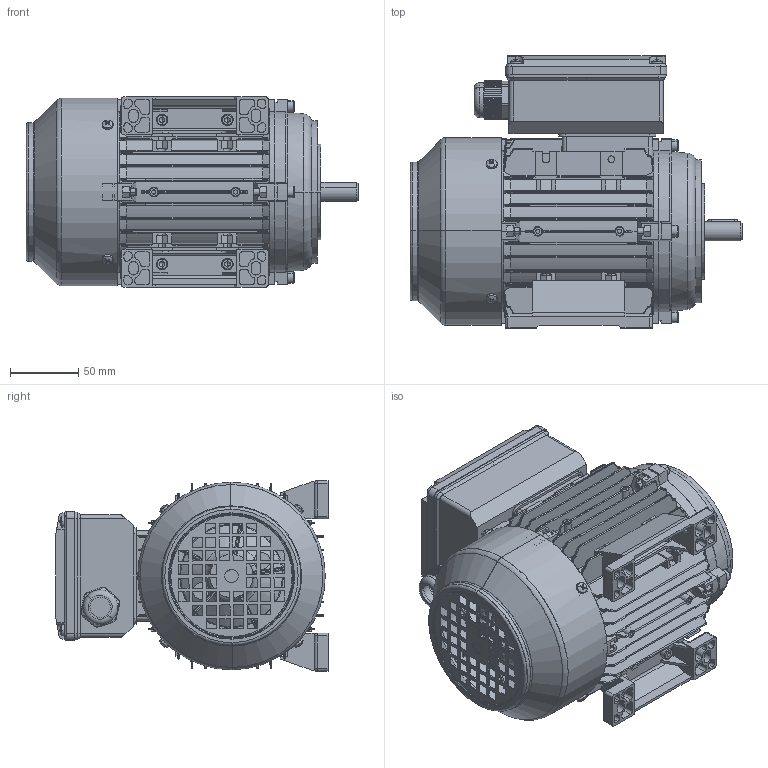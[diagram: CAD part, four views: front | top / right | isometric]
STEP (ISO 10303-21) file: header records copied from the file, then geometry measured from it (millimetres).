
FILE_DESCRIPTION (( 'STEP AP203' ), '1' );
FILE_NAME ('MY2 71 B34 臏源.STEP', '2024-09-04T02:33:16', ( '' ), ( '' ), 'SwSTEP 2.0', 'SolidWorks 2023', '' );
FILE_SCHEMA (( 'CONFIG_CONTROL_DESIGN' ));
Length unit declared in the file: millimetre
Products named in the file (18): MY2 71 B34 铝方; MS71 风叶; TAN71 后盖; T71转轴; TAN71 B14盖; hexagon nuts grade c gb_GB_FASTENER_NUT_SNC1 M5-N; hexagon socket head cap screws gb_GB_FASTENER_SCREWS_HSHCS M5X16-N; hexagon socket head cap screws gb_GB_FASTENER_SCREWS_HSHCS M5X25-N; cross recessed thread forming screws gb_GB_CROSS_SCREWS_TYPE138 M4X10-N; (MY2 63-71)MY63-71接线盒总成 (铝) 方; (MY2 63-71)MY63-71接线盒座(铝) 方; (MY2 63-71)MY63-71接线盒盖(铝) 方; TA71风罩; TAN71 机壳; plain parallel keys_GB_CONNECTING_PIECE_KEYS_CSK 5X22; cross recessed pan head screws gb_GB_CROSS_SCREWS_TYPE1 M4X12-12  H type-N; M20×1.5螺套; TAN71 底脚
Assembly tree (45 placements, depth 3):
  MY2 71 B34 铝方
    TAN71 机壳
    TAN71 后盖
    TAN71 底脚  x2
    T71转轴
    TA71风罩
    MS71 风叶
    hexagon nuts grade c gb_GB_FASTENER_NUT_SNC1 M5-N  x12
    hexagon socket head cap screws gb_GB_FASTENER_SCREWS_HSHCS M5X25-N  x8
    cross recessed thread forming screws gb_GB_CROSS_SCREWS_TYPE138 M4X10-N  x4
    hexagon socket head cap screws gb_GB_FASTENER_SCREWS_HSHCS M5X16-N  x4
    plain parallel keys_GB_CONNECTING_PIECE_KEYS_CSK 5X22
    TAN71 B14盖
    (MY2 63-71)MY63-71接线盒总成 (铝) 方
      (MY2 63-71)MY63-71接线盒座(铝) 方
      (MY2 63-71)MY63-71接线盒盖(铝) 方
      cross recessed pan head screws gb_GB_CROSS_SCREWS_TYPE1 M4X12-12  H type-N  x4
      M20×1.5螺套
Bounding box: 244 x 200 x 140 mm (x, y, z)
Volume: 684794.3 mm3; surface area: 546275.2 mm2
Topology: 44 solids, 44 shells, 4570 faces, 11852 edges, 7412 vertices
Faces by surface type: plane 2248, cylinder 1221, bspline 548, cone 383, torus 134, sphere 36
Entity records: 137649 total; most frequent: CARTESIAN_POINT 44803, ORIENTED_EDGE 20190, DIRECTION 17165, EDGE_CURVE 10095, VERTEX_POINT 6342, AXIS2_PLACEMENT_3D 5962, VECTOR 5241, LINE 5241
